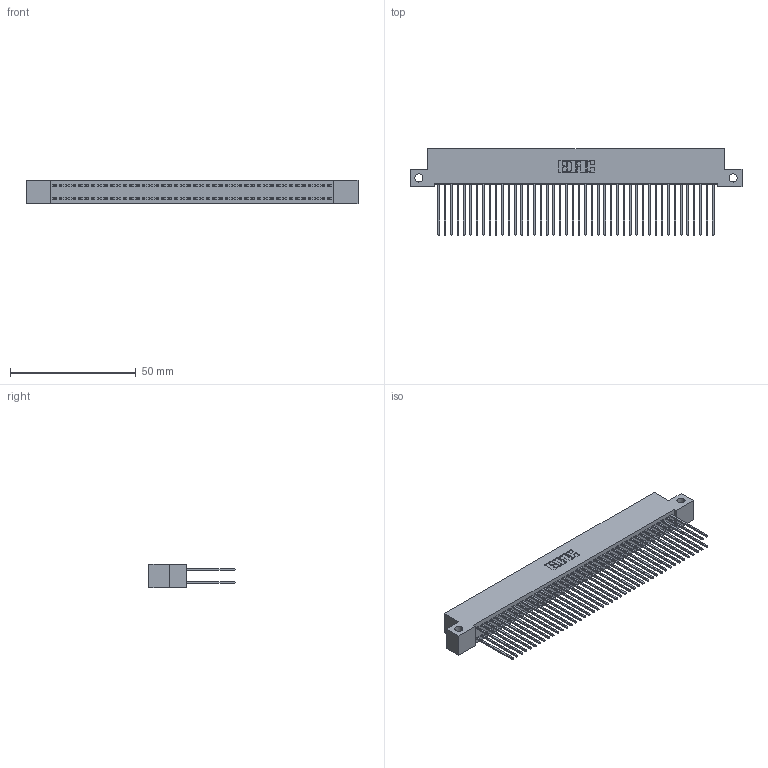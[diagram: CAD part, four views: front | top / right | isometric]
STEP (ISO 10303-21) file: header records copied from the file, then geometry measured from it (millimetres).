
FILE_DESCRIPTION (( 'STEP AP203' ), '1' );
FILE_NAME ('342-088-541-212.STEP', '2018-08-13T20:40:07', ( '' ), ( '' ), 'SwSTEP 2.0', 'SolidWorks 2016', '' );
FILE_SCHEMA (( 'CONFIG_CONTROL_DESIGN' ));
Length unit declared in the file: inch
Products named in the file (3): 342 Part_Side Mount; 345-292-001_345-293-141; 342-088-541-212
Assembly tree (89 placements, depth 2):
  342-088-541-212
    342 Part_Side Mount
    345-292-001_345-293-141  x88
Bounding box: 132.08 x 34.3 x 9.4 mm (x, y, z)
Volume: 12307.8 mm3; surface area: 22206.5 mm2
Topology: 89 solids, 89 shells, 4686 faces, 13939 edges, 9174 vertices
Faces by surface type: plane 3234, cylinder 1452
Entity records: 27937 total; most frequent: CARTESIAN_POINT 4626, ORIENTED_EDGE 4562, DIRECTION 3949, EDGE_CURVE 2281, VECTOR 2153, LINE 2153, VERTEX_POINT 1518, AXIS2_PLACEMENT_3D 898
